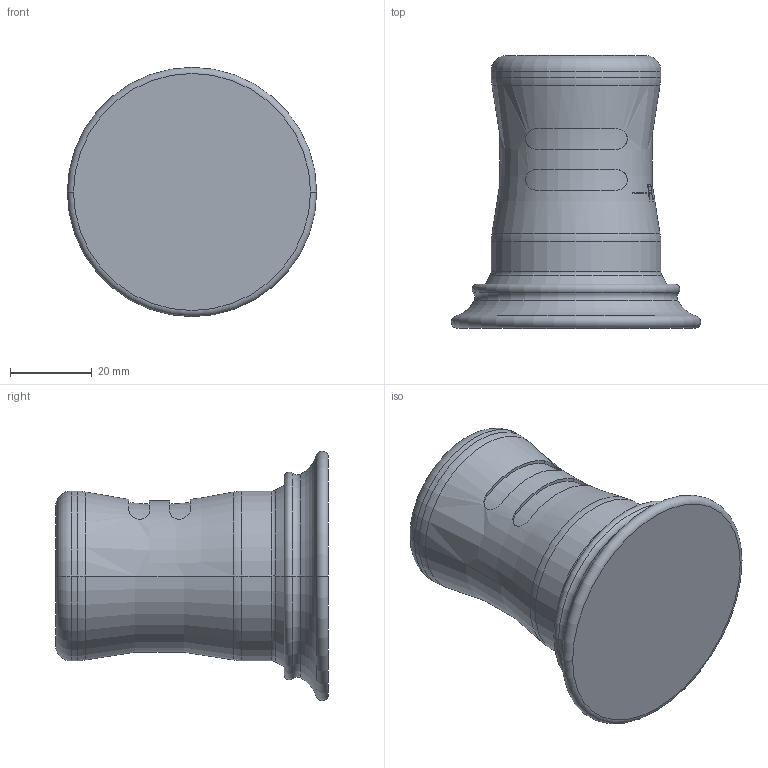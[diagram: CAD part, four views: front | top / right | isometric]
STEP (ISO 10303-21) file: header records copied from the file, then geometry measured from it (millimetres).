
FILE_DESCRIPTION((''),'2;1');
FILE_NAME('3310-5711','2021-10-14T10:27:42',('jinson.thomas'),(''),'CREO PARAMETRIC BY PTC INC, 2018400','CREO PARAMETRIC BY PTC INC, 2018400','');
FILE_SCHEMA(('CONFIG_CONTROL_DESIGN'));
Length unit declared in the file: inch
Products named in the file (1): 3310-5711
Bounding box: 60.95 x 66.67 x 60.95 mm (x, y, z)
Volume: 92743.5 mm3; surface area: 13788.6 mm2
Topology: 1 solids, 1 shells, 60 faces, 136 edges, 84 vertices
Faces by surface type: plane 27, torus 23, cylinder 8, cone 2
Entity records: 1885 total; most frequent: CARTESIAN_POINT 487, DIRECTION 302, ORIENTED_EDGE 272, EDGE_CURVE 136, AXIS2_PLACEMENT_3D 134, VERTEX_POINT 84, CIRCLE 74, EDGE_LOOP 66
